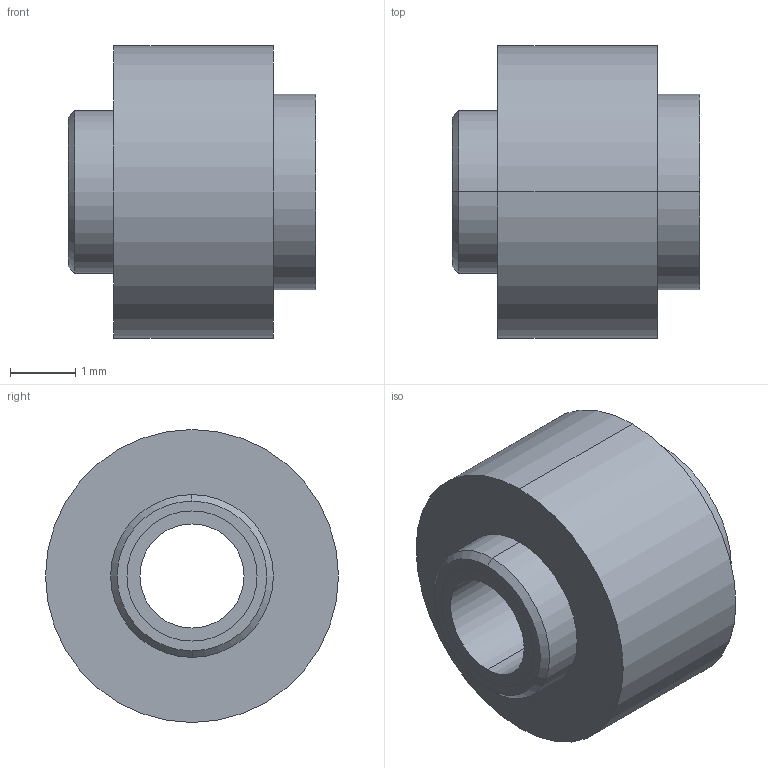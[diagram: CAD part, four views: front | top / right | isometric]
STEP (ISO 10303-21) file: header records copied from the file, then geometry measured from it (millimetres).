
FILE_DESCRIPTION (( 'STEP AP214' ), '1' );
FILE_NAME ('User Library-sj116266.STEP', '2022-03-28T14:20:21', ( '' ), ( '' ), 'SwSTEP 2.0', 'SolidWorks 2021', '' );
FILE_SCHEMA (( 'AUTOMOTIVE_DESIGN' ));
Length unit declared in the file: millimetre
Products named in the file (1): User Library-sj116266
Bounding box: 3.8 x 4.5 x 4.5 mm (x, y, z)
Surface area: 116.6 mm2 (no closed solid volume)
Topology: 0 solids, 2 shells, 16 faces, 34 edges, 22 vertices
Faces by surface type: cylinder 10, plane 4, cone 2
Entity records: 479 total; most frequent: DIRECTION 90, CARTESIAN_POINT 73, ORIENTED_EDGE 64, AXIS2_PLACEMENT_3D 39, EDGE_CURVE 34, VERTEX_POINT 22, CIRCLE 22, EDGE_LOOP 20
